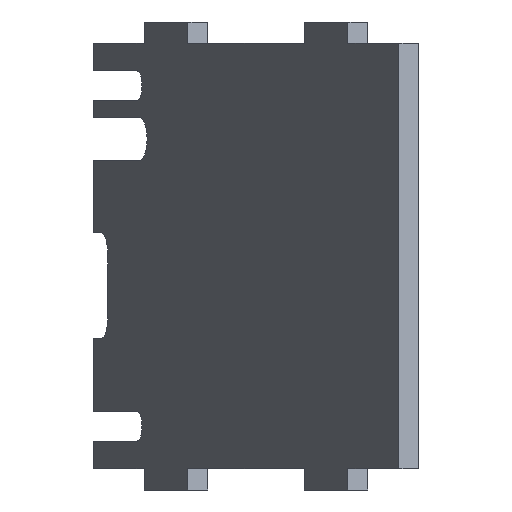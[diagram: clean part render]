
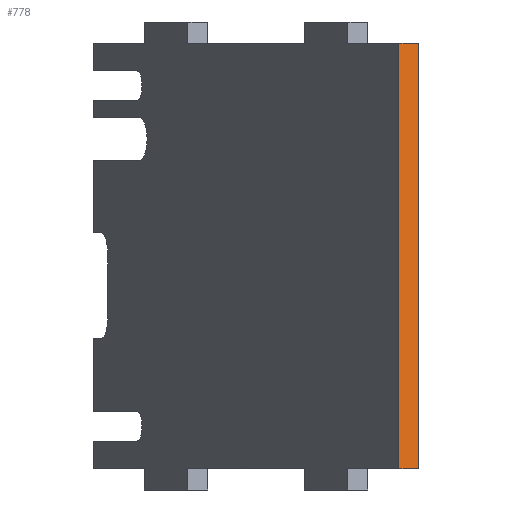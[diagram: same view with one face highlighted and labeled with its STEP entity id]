
A CAD part, left-side view. The second image highlights one B-rep face of the part: STEP entity #778.
In plain terms, the highlighted planar face has unit normal (-0.94, -0.342, 0).
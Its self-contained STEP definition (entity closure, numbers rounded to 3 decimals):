
#37=FACE_OUTER_BOUND('',#77,.T.);
#77=EDGE_LOOP('',(#536,#537,#538,#539));
#115=LINE('',#1101,#219);
#134=LINE('',#1141,#238);
#135=LINE('',#1143,#239);
#136=LINE('',#1144,#240);
#219=VECTOR('',#892,10.);
#238=VECTOR('',#923,10.);
#239=VECTOR('',#924,10.);
#240=VECTOR('',#925,10.);
#322=VERTEX_POINT('',#1098);
#323=VERTEX_POINT('',#1100);
#338=VERTEX_POINT('',#1140);
#339=VERTEX_POINT('',#1142);
#399=EDGE_CURVE('',#323,#322,#115,.T.);
#418=EDGE_CURVE('',#338,#322,#134,.T.);
#419=EDGE_CURVE('',#338,#339,#135,.T.);
#420=EDGE_CURVE('',#323,#339,#136,.T.);
#536=ORIENTED_EDGE('',*,*,#399,.T.);
#537=ORIENTED_EDGE('',*,*,#418,.F.);
#538=ORIENTED_EDGE('',*,*,#419,.T.);
#539=ORIENTED_EDGE('',*,*,#420,.F.);
#743=PLANE('',#838);
#778=ADVANCED_FACE('',(#37),#743,.T.);
#838=AXIS2_PLACEMENT_3D('',#1139,#921,#922);
#892=DIRECTION('',(0.342,-0.94,0.));
#921=DIRECTION('center_axis',(-0.94,-0.342,0.));
#922=DIRECTION('ref_axis',(0.342,-0.94,0.));
#923=DIRECTION('',(0.,0.,-1.));
#924=DIRECTION('',(-0.342,0.94,0.));
#925=DIRECTION('',(0.,0.,1.));
#1098=CARTESIAN_POINT('',(-98.29,17.802,-50.));
#1100=CARTESIAN_POINT('',(-100.,22.5,-50.));
#1101=CARTESIAN_POINT('',(-99.572,21.325,-50.));
#1139=CARTESIAN_POINT('Origin',(-100.,22.5,0.));
#1140=CARTESIAN_POINT('',(-98.29,17.802,50.));
#1141=CARTESIAN_POINT('',(-98.29,17.802,0.));
#1142=CARTESIAN_POINT('',(-100.,22.5,50.));
#1143=CARTESIAN_POINT('',(-99.572,21.325,50.));
#1144=CARTESIAN_POINT('',(-100.,22.5,0.));
